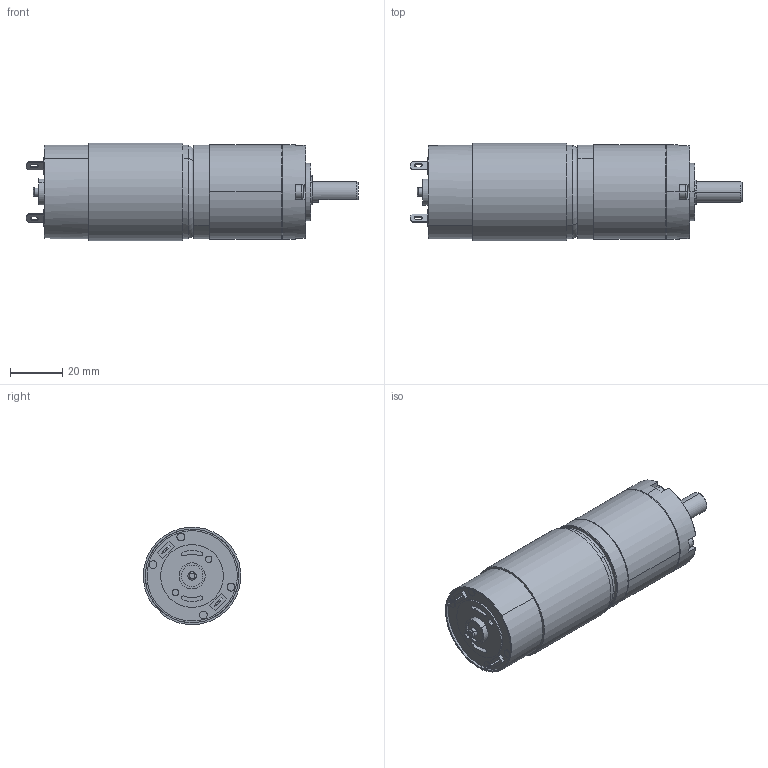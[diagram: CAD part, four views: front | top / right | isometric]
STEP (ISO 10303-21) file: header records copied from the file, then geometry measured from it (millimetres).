
FILE_DESCRIPTION((''),'2;1');
FILE_NAME('36RP-000-000_ASM','2024-07-15T',('86157'),(''),'PRO/ENGINEER BY PARAMETRIC TECHNOLOGY CORPORATION, 2010280','PRO/ENGINEER BY PARAMETRIC TECHNOLOGY CORPORATION, 2010280','');
FILE_SCHEMA(('CONFIG_CONTROL_DESIGN'));
Length unit declared in the file: millimetre
Products named in the file (16): 36RP-003; DM036P530001; DM058P520001-688ZZ; 36RP-000-1_ASM; DM036P360003; 36RP-004-ZHOU; 36RP-005; 36RP-000-2-ZHOU_ASM; DM036P530002; 36RP-002-3B; 36RP-000-3_ASM; MANIFOLD_SOLID_BREP_49; 555MOTOR; 36RP-000-5_ASM; M3X38_9-B3; 36RP-000-000_ASM
Assembly tree (22 placements, depth 4):
  36RP-000-000_ASM
    36RP-000-3_ASM
      36RP-000-1_ASM
        36RP-003
        DM036P530001
        DM058P520001-688ZZ  x2
      DM036P360003  x2
      36RP-000-2-ZHOU_ASM
        36RP-004-ZHOU
        36RP-005  x3
      DM036P530002
      36RP-002-3B
    36RP-000-5_ASM
      MANIFOLD_SOLID_BREP_49
      555MOTOR
    M3X38_9-B3  x4
Bounding box: 126.9 x 37.25 x 37.25 mm (x, y, z)
Volume: 90602.3 mm3; surface area: 34635.5 mm2
Topology: 19 solids, 29 shells, 1044 faces, 2696 edges, 1732 vertices
Faces by surface type: cylinder 551, plane 208, cone 143, extrusion 92, torus 50
Entity records: 32412 total; most frequent: CARTESIAN_POINT 8966, ORIENTED_EDGE 4956, DIRECTION 4597, EDGE_CURVE 2498, AXIS2_PLACEMENT_3D 1753, VERTEX_POINT 1612, VECTOR 1091, EDGE_LOOP 1056
